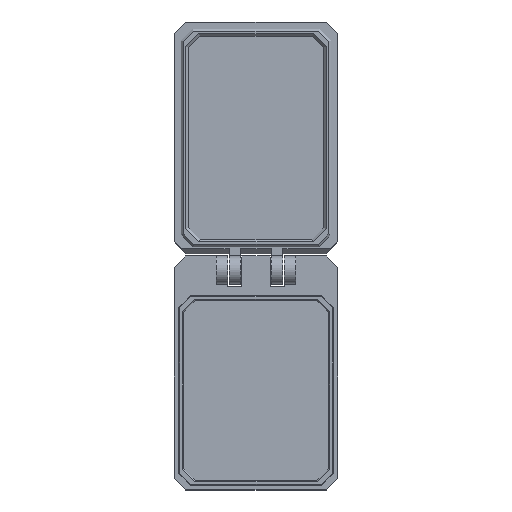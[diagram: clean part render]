
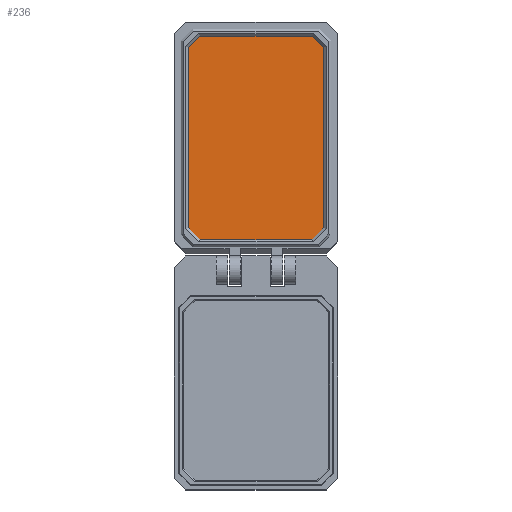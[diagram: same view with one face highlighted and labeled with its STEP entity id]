
A CAD part, top view. The second image highlights one B-rep face of the part: STEP entity #236.
In plain terms, the highlighted planar face has unit normal (0, 0, 1).
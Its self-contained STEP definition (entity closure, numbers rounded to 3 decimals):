
#236=ADVANCED_FACE('',(#820),#822,.T.);
#820=FACE_BOUND('',#821,.T.);
#821=EDGE_LOOP('',(#1588,#1589,#1590,#1591,#1592,#1593,#1594,#1595));
#822=PLANE('',#823);
#823=AXIS2_PLACEMENT_3D('',#824,#825,#826);
#824=CARTESIAN_POINT('',(0.,0.,1.));
#825=DIRECTION('',(0.,0.,1.));
#826=DIRECTION('',(-1.,0.,0.));
#1588=ORIENTED_EDGE('',*,*,#2062,.T.);
#1589=ORIENTED_EDGE('',*,*,#2053,.T.);
#1590=ORIENTED_EDGE('',*,*,#2056,.T.);
#1591=ORIENTED_EDGE('',*,*,#2041,.T.);
#1592=ORIENTED_EDGE('',*,*,#2058,.T.);
#1593=ORIENTED_EDGE('',*,*,#2045,.T.);
#1594=ORIENTED_EDGE('',*,*,#2060,.T.);
#1595=ORIENTED_EDGE('',*,*,#2049,.T.);
#2041=EDGE_CURVE('',#2480,#2478,#2481,.T.);
#2045=EDGE_CURVE('',#2488,#2486,#2489,.T.);
#2049=EDGE_CURVE('',#2496,#2494,#2497,.T.);
#2053=EDGE_CURVE('',#2504,#2502,#2505,.T.);
#2056=EDGE_CURVE('',#2502,#2480,#2508,.T.);
#2058=EDGE_CURVE('',#2478,#2488,#2510,.T.);
#2060=EDGE_CURVE('',#2486,#2496,#2512,.T.);
#2062=EDGE_CURVE('',#2494,#2504,#2514,.T.);
#2478=VERTEX_POINT('',#3366);
#2480=VERTEX_POINT('',#3370);
#2481=LINE('',#3371,#3372);
#2486=VERTEX_POINT('',#3382);
#2488=VERTEX_POINT('',#3386);
#2489=LINE('',#3387,#3388);
#2494=VERTEX_POINT('',#3398);
#2496=VERTEX_POINT('',#3402);
#2497=LINE('',#3403,#3404);
#2502=VERTEX_POINT('',#3414);
#2504=VERTEX_POINT('',#3418);
#2505=LINE('',#3419,#3420);
#2508=LINE('',#3428,#3429);
#2510=LINE('',#3434,#3435);
#2512=LINE('',#3440,#3441);
#2514=LINE('',#3446,#3447);
#3366=CARTESIAN_POINT('',(-29.,-38.5,1.));
#3370=CARTESIAN_POINT('',(-29.,38.5,1.));
#3371=CARTESIAN_POINT('',(-29.,38.5,1.));
#3372=VECTOR('',#3373,1.);
#3373=DIRECTION('',(0.,-1.,0.));
#3382=CARTESIAN_POINT('',(24.,-43.5,1.));
#3386=CARTESIAN_POINT('',(-24.,-43.5,1.));
#3387=CARTESIAN_POINT('',(-24.,-43.5,1.));
#3388=VECTOR('',#3389,1.);
#3389=DIRECTION('',(1.,0.,0.));
#3398=CARTESIAN_POINT('',(29.,38.5,1.));
#3402=CARTESIAN_POINT('',(29.,-38.5,1.));
#3403=CARTESIAN_POINT('',(29.,-38.5,1.));
#3404=VECTOR('',#3405,1.);
#3405=DIRECTION('',(0.,1.,0.));
#3414=CARTESIAN_POINT('',(-24.,43.5,1.));
#3418=CARTESIAN_POINT('',(24.,43.5,1.));
#3419=CARTESIAN_POINT('',(24.,43.5,1.));
#3420=VECTOR('',#3421,1.);
#3421=DIRECTION('',(-1.,0.,0.));
#3428=CARTESIAN_POINT('',(-24.,43.5,1.));
#3429=VECTOR('',#3430,1.);
#3430=DIRECTION('',(-0.707,-0.707,0.));
#3434=CARTESIAN_POINT('',(-29.,-38.5,1.));
#3435=VECTOR('',#3436,1.);
#3436=DIRECTION('',(0.707,-0.707,0.));
#3440=CARTESIAN_POINT('',(24.,-43.5,1.));
#3441=VECTOR('',#3442,1.);
#3442=DIRECTION('',(0.707,0.707,0.));
#3446=CARTESIAN_POINT('',(29.,38.5,1.));
#3447=VECTOR('',#3448,1.);
#3448=DIRECTION('',(-0.707,0.707,0.));
